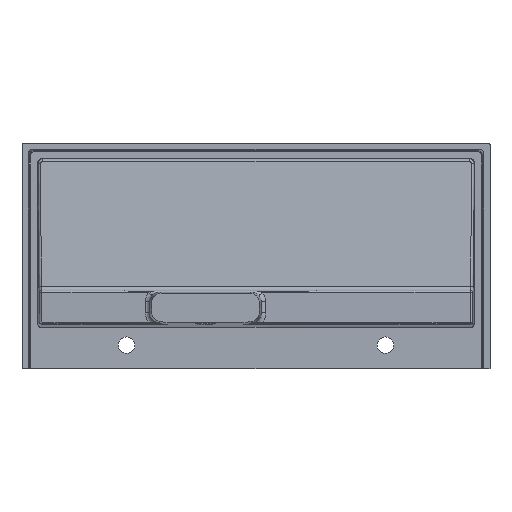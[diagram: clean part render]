
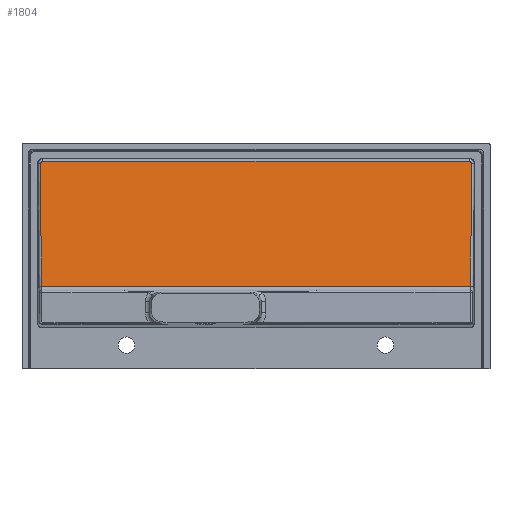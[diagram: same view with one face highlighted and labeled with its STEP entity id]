
A CAD part, front view. The second image highlights one B-rep face of the part: STEP entity #1804.
In plain terms, the highlighted planar face has unit normal (0, -0.994, 0.11).
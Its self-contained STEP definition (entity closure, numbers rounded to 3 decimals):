
#191 = LINE ( 'NONE', #6521, #2101 ) ;
#286 = DIRECTION ( 'NONE',  ( 1., 0., 0. ) ) ;
#319 = CARTESIAN_POINT ( 'NONE',  ( 458.178, -32.944, 205.557 ) ) ;
#405 = CARTESIAN_POINT ( 'NONE',  ( -458.158, -33.271, 202.601 ) ) ;
#684 = CARTESIAN_POINT ( 'NONE',  ( 458.158, -33.271, 202.601 ) ) ;
#867 =( BOUNDED_CURVE ( )  B_SPLINE_CURVE ( 3, ( #6546, #319, #8510, #5874 ),
 .UNSPECIFIED., .F., .T. ) 
 B_SPLINE_CURVE_WITH_KNOTS ( ( 4, 4 ),
 ( 5.013, 6.578 ),
 .UNSPECIFIED. ) 
 CURVE ( )  GEOMETRIC_REPRESENTATION_ITEM ( )  RATIONAL_B_SPLINE_CURVE ( ( 1., 0.806, 0.806, 1. ) ) 
 REPRESENTATION_ITEM ( '' )  );
#869 = ORIENTED_EDGE ( 'NONE', *, *, #2362, .T. ) ;
#877 = CARTESIAN_POINT ( 'NONE',  ( -458.194, -32.688, 207.872 ) ) ;
#1213 = VERTEX_POINT ( 'NONE', #684 ) ;
#1413 = DIRECTION ( 'NONE',  ( 0., -0.11, -0.994 ) ) ;
#1467 = CARTESIAN_POINT ( 'NONE',  ( -453.21, -32.713, 207.642 ) ) ;
#1804 = ADVANCED_FACE ( 'NONE', ( #1838 ), #5999, .T. ) ;
#1838 = FACE_OUTER_BOUND ( 'NONE', #7033, .T. ) ;
#2101 = VECTOR ( 'NONE', #286, 1000. ) ;
#2244 = VECTOR ( 'NONE', #6096, 1000. ) ;
#2292 =( BOUNDED_CURVE ( )  B_SPLINE_CURVE ( 3, ( #4740, #8017, #5273, #405 ),
 .UNSPECIFIED., .F., .F. ) 
 B_SPLINE_CURVE_WITH_KNOTS ( ( 4, 4 ),
 ( 5.988, 7.554 ),
 .UNSPECIFIED. ) 
 CURVE ( )  GEOMETRIC_REPRESENTATION_ITEM ( )  RATIONAL_B_SPLINE_CURVE ( ( 1., 0.806, 0.806, 1. ) ) 
 REPRESENTATION_ITEM ( '' )  );
#2362 = EDGE_CURVE ( 'NONE', #8970, #1213, #2460, .T. ) ;
#2460 = LINE ( 'NONE', #3125, #7229 ) ;
#2562 = ORIENTED_EDGE ( 'NONE', *, *, #8053, .T. ) ;
#2583 = LINE ( 'NONE', #5355, #2244 ) ;
#3125 = CARTESIAN_POINT ( 'NONE',  ( 458.122, -33.869, 197.199 ) ) ;
#3495 = ORIENTED_EDGE ( 'NONE', *, *, #4489, .T. ) ;
#3715 = DIRECTION ( 'NONE',  ( 0.007, 0.11, 0.994 ) ) ;
#3894 = VERTEX_POINT ( 'NONE', #7201 ) ;
#4008 = EDGE_CURVE ( 'NONE', #6404, #8970, #191, .T. ) ;
#4026 = ORIENTED_EDGE ( 'NONE', *, *, #7414, .T. ) ;
#4085 = CARTESIAN_POINT ( 'NONE',  ( -456.395, -62.108, -57.855 ) ) ;
#4489 = EDGE_CURVE ( 'NONE', #3894, #6404, #7114, .T. ) ;
#4740 = CARTESIAN_POINT ( 'NONE',  ( -453.21, -32.713, 207.642 ) ) ;
#5273 = CARTESIAN_POINT ( 'NONE',  ( -458.178, -32.944, 205.557 ) ) ;
#5310 = DIRECTION ( 'NONE',  ( 0., -0.994, 0.11 ) ) ;
#5355 = CARTESIAN_POINT ( 'NONE',  ( -797.741, -32.713, 207.642 ) ) ;
#5550 = EDGE_CURVE ( 'NONE', #1213, #8912, #867, .T. ) ;
#5874 = CARTESIAN_POINT ( 'NONE',  ( 453.21, -32.713, 207.642 ) ) ;
#5928 = VECTOR ( 'NONE', #5983, 1000. ) ;
#5983 = DIRECTION ( 'NONE',  ( 0.007, -0.11, -0.994 ) ) ;
#5999 = PLANE ( 'NONE',  #6768 ) ;
#6096 = DIRECTION ( 'NONE',  ( -1., 0., 0. ) ) ;
#6404 = VERTEX_POINT ( 'NONE', #4085 ) ;
#6521 = CARTESIAN_POINT ( 'NONE',  ( 461.041, -62.108, -57.855 ) ) ;
#6546 = CARTESIAN_POINT ( 'NONE',  ( 458.158, -33.271, 202.601 ) ) ;
#6640 = CARTESIAN_POINT ( 'NONE',  ( 456.395, -62.108, -57.855 ) ) ;
#6768 = AXIS2_PLACEMENT_3D ( 'NONE', #8780, #5310, #1413 ) ;
#7000 = CARTESIAN_POINT ( 'NONE',  ( 453.21, -32.713, 207.642 ) ) ;
#7033 = EDGE_LOOP ( 'NONE', ( #2562, #3495, #8563, #869, #7467, #4026 ) ) ;
#7114 = LINE ( 'NONE', #877, #5928 ) ;
#7201 = CARTESIAN_POINT ( 'NONE',  ( -458.158, -33.271, 202.601 ) ) ;
#7229 = VECTOR ( 'NONE', #3715, 1000. ) ;
#7414 = EDGE_CURVE ( 'NONE', #8912, #7590, #2583, .T. ) ;
#7467 = ORIENTED_EDGE ( 'NONE', *, *, #5550, .T. ) ;
#7590 = VERTEX_POINT ( 'NONE', #1467 ) ;
#8017 = CARTESIAN_POINT ( 'NONE',  ( -456.132, -32.713, 207.642 ) ) ;
#8053 = EDGE_CURVE ( 'NONE', #7590, #3894, #2292, .T. ) ;
#8510 = CARTESIAN_POINT ( 'NONE',  ( 456.132, -32.713, 207.642 ) ) ;
#8563 = ORIENTED_EDGE ( 'NONE', *, *, #4008, .T. ) ;
#8780 = CARTESIAN_POINT ( 'NONE',  ( -797.741, -32.939, 205.6 ) ) ;
#8912 = VERTEX_POINT ( 'NONE', #7000 ) ;
#8970 = VERTEX_POINT ( 'NONE', #6640 ) ;
